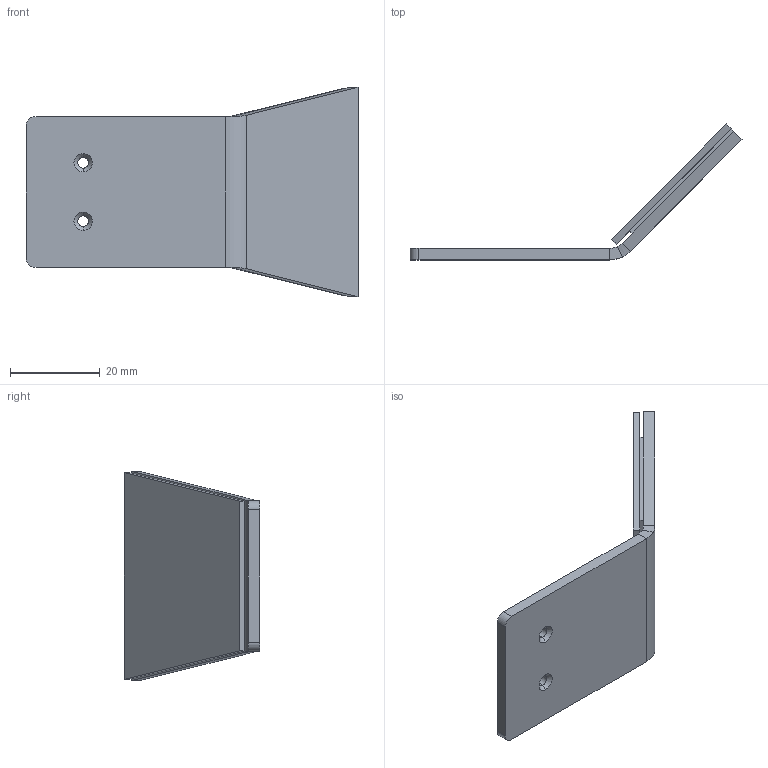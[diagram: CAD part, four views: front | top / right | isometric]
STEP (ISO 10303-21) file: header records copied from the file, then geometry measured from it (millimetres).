
FILE_DESCRIPTION (( 'STEP AP203' ), '1' );
FILE_NAME ('98-9000057-01Ext.STEP', '2016-07-14T17:45:24', ( '' ), ( '' ), 'SwSTEP 2.0', 'SolidWorks 2013', '' );
FILE_SCHEMA (( 'CONFIG_CONTROL_DESIGN' ));
Length unit declared in the file: inch
Products named in the file (1): 98-9000057-01Ext
Bounding box: 73.8 x 30.18 x 46.5 mm (x, y, z)
Surface area: 9960.6 mm2 (no closed solid volume)
Topology: 0 solids, 4 shells, 40 faces, 96 edges, 60 vertices
Faces by surface type: plane 26, cylinder 8, cone 4, bspline 2
Entity records: 1226 total; most frequent: CARTESIAN_POINT 231, DIRECTION 186, ORIENTED_EDGE 176, EDGE_CURVE 96, LINE 68, VECTOR 68, VERTEX_POINT 60, AXIS2_PLACEMENT_3D 59
